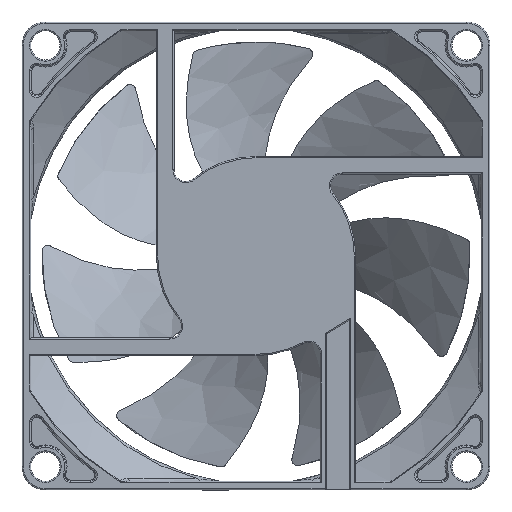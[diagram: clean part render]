
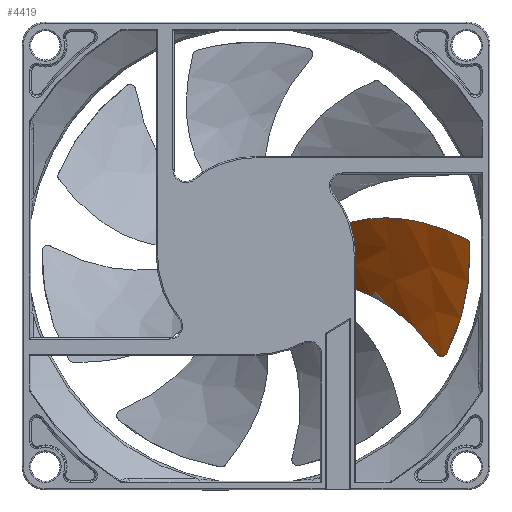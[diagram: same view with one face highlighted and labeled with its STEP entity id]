
A CAD part, front view. The second image highlights one B-rep face of the part: STEP entity #4419.
In plain terms, the highlighted free-form (B-spline) face has degree [3, 3] with [4, 4] control points.
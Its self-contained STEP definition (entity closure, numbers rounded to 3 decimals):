
#1128 = CARTESIAN_POINT ( 'NONE',  ( 36.517, 0.837, 2.033 ) ) ;
#1222 = CARTESIAN_POINT ( 'NONE',  ( 16.998, 7.67, -0.533 ) ) ;
#1255 = CARTESIAN_POINT ( 'NONE',  ( 36.517, 0.837, 2.033 ) ) ;
#1370 = B_SPLINE_CURVE_WITH_KNOTS ( 'NONE', 3,
 ( #11022, #24900, #11105, #24981, #13093, #1255 ),
 .UNSPECIFIED., .F., .F.,
 ( 4, 2, 4 ),
 ( 0., 0.001, 0.001 ),
 .UNSPECIFIED. ) ;
#1665 = CARTESIAN_POINT ( 'NONE',  ( 37., 10.357, -17.922 ) ) ;
#1750 = VERTEX_POINT ( 'NONE', #4320 ) ;
#2830 = CARTESIAN_POINT ( 'NONE',  ( 30.988, 12.5, -16.89 ) ) ;
#3028 = CARTESIAN_POINT ( 'NONE',  ( 32.584, 11.509, -16.61 ) ) ;
#3125 = CARTESIAN_POINT ( 'NONE',  ( 16.457, 11.537, -4.374 ) ) ;
#3131 = EDGE_CURVE ( 'NONE', #23567, #17304, #25169, .T. ) ;
#3205 = CARTESIAN_POINT ( 'NONE',  ( 16.983, 6.194, 0.895 ) ) ;
#3463 = CARTESIAN_POINT ( 'NONE',  ( 30.876, 12.5, -16.731 ) ) ;
#3583 = CARTESIAN_POINT ( 'NONE',  ( 12., 0.5, 4.201 ) ) ;
#3670 = CARTESIAN_POINT ( 'NONE',  ( 23.621, 12.5, -6.439 ) ) ;
#4320 = CARTESIAN_POINT ( 'NONE',  ( 16.01, 0.5, 5.718 ) ) ;
#4419 = ADVANCED_FACE ( 'NONE', ( #16155 ), #6460, .T. ) ;
#4834 = CARTESIAN_POINT ( 'NONE',  ( 30.876, 12.5, -16.731 ) ) ;
#4987 = ORIENTED_EDGE ( 'NONE', *, *, #21061, .T. ) ;
#5214 = CARTESIAN_POINT ( 'NONE',  ( 16.851, 4.69, 2.292 ) ) ;
#5566 = CARTESIAN_POINT ( 'NONE',  ( 27.843, 0.5, 7.218 ) ) ;
#5648 = CARTESIAN_POINT ( 'NONE',  ( 37., 12.5, -28.982 ) ) ;
#6358 = CARTESIAN_POINT ( 'NONE',  ( 30.876, 12.5, -16.731 ) ) ;
#6460 = B_SPLINE_SURFACE_WITH_KNOTS ( 'NONE', 3, 3, ( 
 ( #3583, #17397, #5566, #19411 ),
 ( #7557, #21409, #9535, #23395 ),
 ( #11526, #25400, #13519, #1665 ),
 ( #15527, #3670, #17486, #5648 ) ),
 .UNSPECIFIED., .F., .F., .F.,
 ( 4, 4 ),
 ( 4, 4 ),
 ( 0., 1. ),
 ( 0., 1. ),
 .UNSPECIFIED. ) ;
#6800 = CARTESIAN_POINT ( 'NONE',  ( 31.655, 12.232, -17.168 ) ) ;
#7012 = CARTESIAN_POINT ( 'NONE',  ( 33.942, 9.692, -13.718 ) ) ;
#7122 = ORIENTED_EDGE ( 'NONE', *, *, #16050, .F. ) ;
#7202 = CARTESIAN_POINT ( 'NONE',  ( 16.527, 2.64, 4.083 ) ) ;
#7557 = CARTESIAN_POINT ( 'NONE',  ( 12., 4.754, 1.782 ) ) ;
#8512 = CARTESIAN_POINT ( 'NONE',  ( 22.033, 12.5, -7.331 ) ) ;
#8524 = EDGE_LOOP ( 'NONE', ( #17189, #7122, #21357, #11425, #11880, #4987 ) ) ;
#8796 = CARTESIAN_POINT ( 'NONE',  ( 32.136, 11.926, -17.066 ) ) ;
#9006 = CARTESIAN_POINT ( 'NONE',  ( 35.455, 7.055, -9.12 ) ) ;
#9181 = CARTESIAN_POINT ( 'NONE',  ( 16.01, 0.5, 5.718 ) ) ;
#9535 = CARTESIAN_POINT ( 'NONE',  ( 29.213, 5.782, 0.559 ) ) ;
#9569 = CARTESIAN_POINT ( 'NONE',  ( 16.01, 0.5, 5.718 ) ) ;
#10780 = CARTESIAN_POINT ( 'NONE',  ( 32.508, 11.607, -16.759 ) ) ;
#10900 = EDGE_CURVE ( 'NONE', #21819, #15809, #1370, .T. ) ;
#10985 = CARTESIAN_POINT ( 'NONE',  ( 36.349, 4.433, -4.355 ) ) ;
#10995 = CARTESIAN_POINT ( 'NONE',  ( 16.151, 12.5, -5.305 ) ) ;
#11022 = CARTESIAN_POINT ( 'NONE',  ( 35.966, 0.5, 2.872 ) ) ;
#11076 = CARTESIAN_POINT ( 'NONE',  ( 16.68, 10.579, -3.421 ) ) ;
#11105 = CARTESIAN_POINT ( 'NONE',  ( 36.272, 0.537, 2.658 ) ) ;
#11196 = EDGE_CURVE ( 'NONE', #23567, #15408, #17109, .T. ) ;
#11425 = ORIENTED_EDGE ( 'NONE', *, *, #11196, .F. ) ;
#11526 = CARTESIAN_POINT ( 'NONE',  ( 12., 8.771, -1.032 ) ) ;
#11563 = CARTESIAN_POINT ( 'NONE',  ( 28.803, 0.5, 6.462 ) ) ;
#11880 = ORIENTED_EDGE ( 'NONE', *, *, #3131, .T. ) ;
#12281 = CARTESIAN_POINT ( 'NONE',  ( 36.517, 0.837, 2.033 ) ) ;
#12969 = CARTESIAN_POINT ( 'NONE',  ( 36.605, 1.762, 0.445 ) ) ;
#13064 = CARTESIAN_POINT ( 'NONE',  ( 16.941, 8.645, -1.496 ) ) ;
#13093 = CARTESIAN_POINT ( 'NONE',  ( 36.508, 0.743, 2.195 ) ) ;
#13340 = B_SPLINE_CURVE_WITH_KNOTS ( 'NONE', 3,
 ( #9569, #21440, #11563, #25430 ),
 .UNSPECIFIED., .F., .F.,
 ( 4, 4 ),
 ( 0.175, 0.962 ),
 .UNSPECIFIED. ) ;
#13519 = CARTESIAN_POINT ( 'NONE',  ( 30.584, 9.829, -6.858 ) ) ;
#13634 = CARTESIAN_POINT ( 'NONE',  ( 35.966, 0.5, 2.872 ) ) ;
#14259 = CARTESIAN_POINT ( 'NONE',  ( 31.143, 12.459, -17.01 ) ) ;
#14877 = B_SPLINE_CURVE_WITH_KNOTS ( 'NONE', 3,
 ( #3028, #14897, #7012, #20858, #9006, #22846, #10985, #24862, #12969, #1128 ),
 .UNSPECIFIED., .F., .F.,
 ( 4, 2, 2, 2, 4 ),
 ( 0., 0.006, 0.011, 0.017, 0.022 ),
 .UNSPECIFIED. ) ;
#14897 = CARTESIAN_POINT ( 'NONE',  ( 33.307, 10.584, -15.192 ) ) ;
#15079 = CARTESIAN_POINT ( 'NONE',  ( 17.007, 7.18, -0.054 ) ) ;
#15224 = B_SPLINE_CURVE_WITH_KNOTS ( 'NONE', 3,
 ( #10995, #3125, #11076, #24950, #13064, #1222, #15079, #3205, #17057, #5214, #19050, #7202, #21037, #9181 ),
 .UNSPECIFIED., .F., .F.,
 ( 4, 2, 2, 2, 2, 2, 4 ),
 ( 0., 0.004, 0.006, 0.008, 0.01, 0.012, 0.016 ),
 .UNSPECIFIED. ) ;
#15408 = VERTEX_POINT ( 'NONE', #20608 ) ;
#15527 = CARTESIAN_POINT ( 'NONE',  ( 12., 12.5, -4.201 ) ) ;
#15809 = VERTEX_POINT ( 'NONE', #12281 ) ;
#16050 = EDGE_CURVE ( 'NONE', #1750, #21819, #13340, .T. ) ;
#16155 = FACE_OUTER_BOUND ( 'NONE', #8524, .T. ) ;
#17057 = CARTESIAN_POINT ( 'NONE',  ( 16.952, 5.696, 1.365 ) ) ;
#17109 = B_SPLINE_CURVE_WITH_KNOTS ( 'NONE', 3,
 ( #6358, #24276, #8512, #22354 ),
 .UNSPECIFIED., .F., .F.,
 ( 4, 4 ),
 ( 0.333, 0.877 ),
 .UNSPECIFIED. ) ;
#17189 = ORIENTED_EDGE ( 'NONE', *, *, #10900, .F. ) ;
#17304 = VERTEX_POINT ( 'NONE', #20810 ) ;
#17397 = CARTESIAN_POINT ( 'NONE',  ( 19.509, 0.5, 7.839 ) ) ;
#17486 = CARTESIAN_POINT ( 'NONE',  ( 31.955, 12.5, -14.7 ) ) ;
#18663 = CARTESIAN_POINT ( 'NONE',  ( 31.48, 12.323, -17.149 ) ) ;
#19050 = CARTESIAN_POINT ( 'NONE',  ( 16.782, 4.181, 2.748 ) ) ;
#19411 = CARTESIAN_POINT ( 'NONE',  ( 37., 0.5, 2.337 ) ) ;
#20608 = CARTESIAN_POINT ( 'NONE',  ( 16.151, 12.5, -5.305 ) ) ;
#20654 = CARTESIAN_POINT ( 'NONE',  ( 31.982, 12.034, -17.127 ) ) ;
#20810 = CARTESIAN_POINT ( 'NONE',  ( 32.584, 11.509, -16.61 ) ) ;
#20858 = CARTESIAN_POINT ( 'NONE',  ( 35.017, 7.924, -10.677 ) ) ;
#21037 = CARTESIAN_POINT ( 'NONE',  ( 16.291, 1.589, 4.93 ) ) ;
#21061 = EDGE_CURVE ( 'NONE', #17304, #15809, #14877, .T. ) ;
#21357 = ORIENTED_EDGE ( 'NONE', *, *, #23064, .F. ) ;
#21409 = CARTESIAN_POINT ( 'NONE',  ( 20.88, 5.268, 3.594 ) ) ;
#21440 = CARTESIAN_POINT ( 'NONE',  ( 22.151, 0.5, 7.411 ) ) ;
#21819 = VERTEX_POINT ( 'NONE', #13634 ) ;
#22354 = CARTESIAN_POINT ( 'NONE',  ( 16.151, 12.5, -5.305 ) ) ;
#22642 = CARTESIAN_POINT ( 'NONE',  ( 32.399, 11.712, -16.882 ) ) ;
#22846 = CARTESIAN_POINT ( 'NONE',  ( 36.12, 5.311, -5.962 ) ) ;
#23064 = EDGE_CURVE ( 'NONE', #15408, #1750, #15224, .T. ) ;
#23395 = CARTESIAN_POINT ( 'NONE',  ( 37., 6.296, -7.323 ) ) ;
#23567 = VERTEX_POINT ( 'NONE', #3463 ) ;
#24276 = CARTESIAN_POINT ( 'NONE',  ( 26.941, 12.5, -11.139 ) ) ;
#24654 = CARTESIAN_POINT ( 'NONE',  ( 32.584, 11.509, -16.61 ) ) ;
#24862 = CARTESIAN_POINT ( 'NONE',  ( 36.59, 2.66, -1.154 ) ) ;
#24900 = CARTESIAN_POINT ( 'NONE',  ( 36.134, 0.5, 2.787 ) ) ;
#24950 = CARTESIAN_POINT ( 'NONE',  ( 16.891, 9.131, -1.98 ) ) ;
#24981 = CARTESIAN_POINT ( 'NONE',  ( 36.459, 0.659, 2.359 ) ) ;
#25169 = B_SPLINE_CURVE_WITH_KNOTS ( 'NONE', 3,
 ( #4834, #2830, #14259, #18663, #6800, #20654, #8796, #22642, #10780, #24654 ),
 .UNSPECIFIED., .F., .F.,
 ( 4, 2, 2, 2, 4 ),
 ( 0., 0.001, 0.001, 0.002, 0.002 ),
 .UNSPECIFIED. ) ;
#25400 = CARTESIAN_POINT ( 'NONE',  ( 22.251, 9.3, -1.227 ) ) ;
#25430 = CARTESIAN_POINT ( 'NONE',  ( 35.966, 0.5, 2.872 ) ) ;
